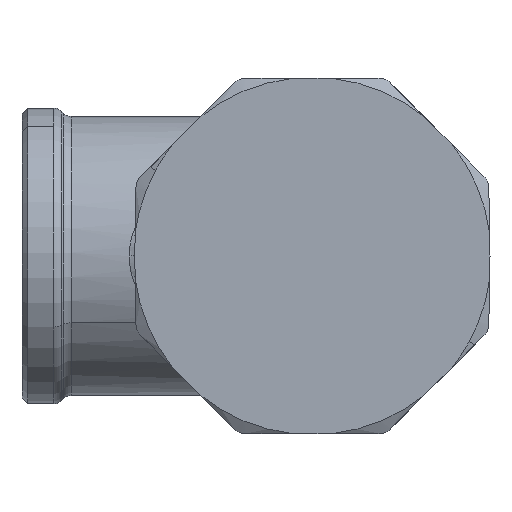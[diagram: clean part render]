
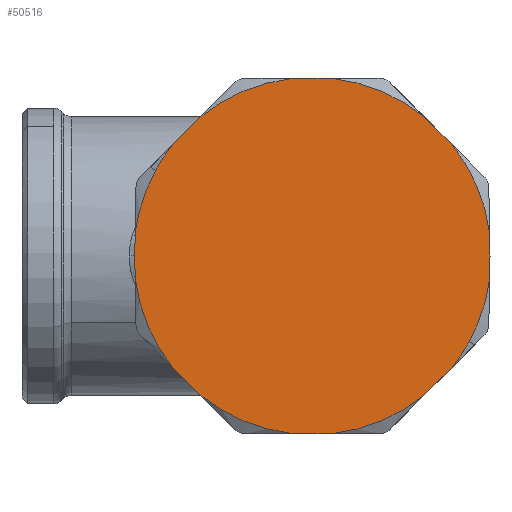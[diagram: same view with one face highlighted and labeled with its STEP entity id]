
A CAD part, left-side view. The second image highlights one B-rep face of the part: STEP entity #50516.
In plain terms, the highlighted planar face has unit normal (-1, 0, 0).
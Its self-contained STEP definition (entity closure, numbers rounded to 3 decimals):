
#44683=CARTESIAN_POINT('Vertex',(-81.5,-12.506,-9.98)) ;
#44686=CARTESIAN_POINT('Line Origine',(-81.5,-11.243,-11.243)) ;
#44690=CARTESIAN_POINT('Vertex',(-81.5,-9.98,-12.506)) ;
#44754=CARTESIAN_POINT('Vertex',(-81.5,-1.786,-15.9)) ;
#44759=CARTESIAN_POINT('Line Origine',(-81.5,0.,-15.9)) ;
#44763=CARTESIAN_POINT('Vertex',(-81.5,1.786,-15.9)) ;
#44825=CARTESIAN_POINT('Vertex',(-81.5,9.98,-12.506)) ;
#44830=CARTESIAN_POINT('Line Origine',(-81.5,11.243,-11.243)) ;
#44834=CARTESIAN_POINT('Vertex',(-81.5,12.506,-9.98)) ;
#44940=CARTESIAN_POINT('Vertex',(-81.5,15.902,0.)) ;
#44957=CARTESIAN_POINT('Vertex',(-81.5,15.866,-2.063)) ;
#44960=CARTESIAN_POINT('Line Origine',(-81.5,15.884,-1.032)) ;
#46351=CARTESIAN_POINT('Vertex',(-81.5,12.506,9.98)) ;
#46354=CARTESIAN_POINT('Line Origine',(-81.5,11.243,11.243)) ;
#46358=CARTESIAN_POINT('Vertex',(-81.5,9.98,12.506)) ;
#46422=CARTESIAN_POINT('Vertex',(-81.5,1.786,15.9)) ;
#46427=CARTESIAN_POINT('Line Origine',(-81.5,0.,15.9)) ;
#46431=CARTESIAN_POINT('Vertex',(-81.5,-1.786,15.9)) ;
#46493=CARTESIAN_POINT('Vertex',(-81.5,-9.98,12.506)) ;
#46498=CARTESIAN_POINT('Line Origine',(-81.5,-11.243,11.243)) ;
#46502=CARTESIAN_POINT('Vertex',(-81.5,-12.506,9.98)) ;
#46543=CARTESIAN_POINT('Vertex',(-81.5,-15.902,0.)) ;
#46560=CARTESIAN_POINT('Vertex',(-81.5,-15.866,2.063)) ;
#46563=CARTESIAN_POINT('Line Origine',(-81.5,-15.884,1.032)) ;
#46581=CARTESIAN_POINT('Line Origine',(-81.5,-15.884,-1.032)) ;
#46585=CARTESIAN_POINT('Vertex',(-81.5,-15.866,-2.063)) ;
#48165=CARTESIAN_POINT('Line Origine',(-81.5,15.884,1.032)) ;
#48169=CARTESIAN_POINT('Vertex',(-81.5,15.866,2.063)) ;
#50435=CARTESIAN_POINT('Axis2P3D Location',(-81.5,16.,0.)) ;
#50440=CARTESIAN_POINT('Axis2P3D Location',(-81.5,0.,0.)) ;
#50444=CARTESIAN_POINT('Vertex',(-81.5,-14.041,-7.671)) ;
#50447=CARTESIAN_POINT('Axis2P3D Location',(-81.5,0.,0.)) ;
#50452=CARTESIAN_POINT('Axis2P3D Location',(-81.5,0.,0.)) ;
#50457=CARTESIAN_POINT('Axis2P3D Location',(-81.5,0.,0.)) ;
#50462=CARTESIAN_POINT('Axis2P3D Location',(-81.5,0.,0.)) ;
#50467=CARTESIAN_POINT('Axis2P3D Location',(-81.5,0.,0.)) ;
#50471=CARTESIAN_POINT('Vertex',(-81.5,14.041,7.671)) ;
#50474=CARTESIAN_POINT('Axis2P3D Location',(-81.5,0.,0.)) ;
#50479=CARTESIAN_POINT('Axis2P3D Location',(-81.5,0.,0.)) ;
#50484=CARTESIAN_POINT('Axis2P3D Location',(-81.5,0.,0.)) ;
#50489=CARTESIAN_POINT('Axis2P3D Location',(-81.5,0.,0.)) ;
#44687=DIRECTION('Vector Direction',(0.,0.707,-0.707)) ;
#44760=DIRECTION('Vector Direction',(0.,1.,0.)) ;
#44831=DIRECTION('Vector Direction',(0.,0.707,0.707)) ;
#44961=DIRECTION('Vector Direction',(0.,-0.017,-1.)) ;
#46355=DIRECTION('Vector Direction',(0.,-0.707,0.707)) ;
#46428=DIRECTION('Vector Direction',(0.,-1.,0.)) ;
#46499=DIRECTION('Vector Direction',(0.,-0.707,-0.707)) ;
#46564=DIRECTION('Vector Direction',(0.,0.017,1.)) ;
#46582=DIRECTION('Vector Direction',(0.,0.017,-1.)) ;
#48166=DIRECTION('Vector Direction',(0.,0.017,-1.)) ;
#50436=DIRECTION('Axis2P3D Direction',(1.,0.,0.)) ;
#50437=DIRECTION('Axis2P3D XDirection',(0.,1.,0.)) ;
#50441=DIRECTION('Axis2P3D Direction',(1.,0.,0.)) ;
#50448=DIRECTION('Axis2P3D Direction',(1.,0.,0.)) ;
#50453=DIRECTION('Axis2P3D Direction',(1.,0.,0.)) ;
#50458=DIRECTION('Axis2P3D Direction',(1.,0.,0.)) ;
#50463=DIRECTION('Axis2P3D Direction',(1.,0.,0.)) ;
#50468=DIRECTION('Axis2P3D Direction',(1.,0.,0.)) ;
#50475=DIRECTION('Axis2P3D Direction',(1.,0.,0.)) ;
#50480=DIRECTION('Axis2P3D Direction',(1.,0.,0.)) ;
#50485=DIRECTION('Axis2P3D Direction',(1.,0.,0.)) ;
#50490=DIRECTION('Axis2P3D Direction',(1.,0.,0.)) ;
#50438=AXIS2_PLACEMENT_3D('Plane Axis2P3D',#50435,#50436,#50437) ;
#50442=AXIS2_PLACEMENT_3D('Circle Axis2P3D',#50440,#50441,$) ;
#50449=AXIS2_PLACEMENT_3D('Circle Axis2P3D',#50447,#50448,$) ;
#50454=AXIS2_PLACEMENT_3D('Circle Axis2P3D',#50452,#50453,$) ;
#50459=AXIS2_PLACEMENT_3D('Circle Axis2P3D',#50457,#50458,$) ;
#50464=AXIS2_PLACEMENT_3D('Circle Axis2P3D',#50462,#50463,$) ;
#50469=AXIS2_PLACEMENT_3D('Circle Axis2P3D',#50467,#50468,$) ;
#50476=AXIS2_PLACEMENT_3D('Circle Axis2P3D',#50474,#50475,$) ;
#50481=AXIS2_PLACEMENT_3D('Circle Axis2P3D',#50479,#50480,$) ;
#50486=AXIS2_PLACEMENT_3D('Circle Axis2P3D',#50484,#50485,$) ;
#50491=AXIS2_PLACEMENT_3D('Circle Axis2P3D',#50489,#50490,$) ;
#50495=ORIENTED_EDGE('',*,*,#44692,.F.) ;
#50496=ORIENTED_EDGE('',*,*,#50446,.F.) ;
#50497=ORIENTED_EDGE('',*,*,#50451,.F.) ;
#50498=ORIENTED_EDGE('',*,*,#46587,.F.) ;
#50499=ORIENTED_EDGE('',*,*,#46567,.T.) ;
#50500=ORIENTED_EDGE('',*,*,#50456,.F.) ;
#50501=ORIENTED_EDGE('',*,*,#46504,.F.) ;
#50502=ORIENTED_EDGE('',*,*,#50461,.F.) ;
#50503=ORIENTED_EDGE('',*,*,#46433,.F.) ;
#50504=ORIENTED_EDGE('',*,*,#50466,.F.) ;
#50505=ORIENTED_EDGE('',*,*,#46360,.F.) ;
#50506=ORIENTED_EDGE('',*,*,#50473,.F.) ;
#50507=ORIENTED_EDGE('',*,*,#50478,.F.) ;
#50508=ORIENTED_EDGE('',*,*,#48171,.T.) ;
#50509=ORIENTED_EDGE('',*,*,#44964,.T.) ;
#50510=ORIENTED_EDGE('',*,*,#50483,.F.) ;
#50511=ORIENTED_EDGE('',*,*,#44836,.F.) ;
#50512=ORIENTED_EDGE('',*,*,#50488,.F.) ;
#50513=ORIENTED_EDGE('',*,*,#44765,.F.) ;
#50514=ORIENTED_EDGE('',*,*,#50493,.F.) ;
#44688=VECTOR('Line Direction',#44687,1.) ;
#44761=VECTOR('Line Direction',#44760,1.) ;
#44832=VECTOR('Line Direction',#44831,1.) ;
#44962=VECTOR('Line Direction',#44961,1.) ;
#46356=VECTOR('Line Direction',#46355,1.) ;
#46429=VECTOR('Line Direction',#46428,1.) ;
#46500=VECTOR('Line Direction',#46499,1.) ;
#46565=VECTOR('Line Direction',#46564,1.) ;
#46583=VECTOR('Line Direction',#46582,1.) ;
#48167=VECTOR('Line Direction',#48166,1.) ;
#50516=ADVANCED_FACE('PartBody',(#50515),#50439,.F.) ;
#50443=CIRCLE('generated circle',#50442,16.) ;
#50450=CIRCLE('generated circle',#50449,16.) ;
#50455=CIRCLE('generated circle',#50454,16.) ;
#50460=CIRCLE('generated circle',#50459,16.) ;
#50465=CIRCLE('generated circle',#50464,16.) ;
#50470=CIRCLE('generated circle',#50469,16.) ;
#50477=CIRCLE('generated circle',#50476,16.) ;
#50482=CIRCLE('generated circle',#50481,16.) ;
#50487=CIRCLE('generated circle',#50486,16.) ;
#50492=CIRCLE('generated circle',#50491,16.) ;
#44692=EDGE_CURVE('',#44684,#44691,#44689,.T.) ;
#44765=EDGE_CURVE('',#44755,#44764,#44762,.T.) ;
#44836=EDGE_CURVE('',#44826,#44835,#44833,.T.) ;
#44964=EDGE_CURVE('',#44941,#44958,#44963,.T.) ;
#46360=EDGE_CURVE('',#46352,#46359,#46357,.T.) ;
#46433=EDGE_CURVE('',#46423,#46432,#46430,.T.) ;
#46504=EDGE_CURVE('',#46494,#46503,#46501,.T.) ;
#46567=EDGE_CURVE('',#46544,#46561,#46566,.T.) ;
#46587=EDGE_CURVE('',#46544,#46586,#46584,.T.) ;
#48171=EDGE_CURVE('',#48170,#44941,#48168,.T.) ;
#50446=EDGE_CURVE('',#50445,#44684,#50443,.T.) ;
#50451=EDGE_CURVE('',#46586,#50445,#50450,.T.) ;
#50456=EDGE_CURVE('',#46503,#46561,#50455,.T.) ;
#50461=EDGE_CURVE('',#46432,#46494,#50460,.T.) ;
#50466=EDGE_CURVE('',#46359,#46423,#50465,.T.) ;
#50473=EDGE_CURVE('',#50472,#46352,#50470,.T.) ;
#50478=EDGE_CURVE('',#48170,#50472,#50477,.T.) ;
#50483=EDGE_CURVE('',#44835,#44958,#50482,.T.) ;
#50488=EDGE_CURVE('',#44764,#44826,#50487,.T.) ;
#50493=EDGE_CURVE('',#44691,#44755,#50492,.T.) ;
#50494=EDGE_LOOP('',(#50495,#50496,#50497,#50498,#50499,#50500,#50501,#50502,#50503,#50504,#50505,#50506,#50507,#50508,#50509,#50510,#50511,#50512,#50513,#50514)) ;
#50515=FACE_OUTER_BOUND('',#50494,.T.) ;
#44689=LINE('Line',#44686,#44688) ;
#44762=LINE('Line',#44759,#44761) ;
#44833=LINE('Line',#44830,#44832) ;
#44963=LINE('Line',#44960,#44962) ;
#46357=LINE('Line',#46354,#46356) ;
#46430=LINE('Line',#46427,#46429) ;
#46501=LINE('Line',#46498,#46500) ;
#46566=LINE('Line',#46563,#46565) ;
#46584=LINE('Line',#46581,#46583) ;
#48168=LINE('Line',#48165,#48167) ;
#50439=PLANE('',#50438) ;
#44684=VERTEX_POINT('',#44683) ;
#44691=VERTEX_POINT('',#44690) ;
#44755=VERTEX_POINT('',#44754) ;
#44764=VERTEX_POINT('',#44763) ;
#44826=VERTEX_POINT('',#44825) ;
#44835=VERTEX_POINT('',#44834) ;
#44941=VERTEX_POINT('',#44940) ;
#44958=VERTEX_POINT('',#44957) ;
#46352=VERTEX_POINT('',#46351) ;
#46359=VERTEX_POINT('',#46358) ;
#46423=VERTEX_POINT('',#46422) ;
#46432=VERTEX_POINT('',#46431) ;
#46494=VERTEX_POINT('',#46493) ;
#46503=VERTEX_POINT('',#46502) ;
#46544=VERTEX_POINT('',#46543) ;
#46561=VERTEX_POINT('',#46560) ;
#46586=VERTEX_POINT('',#46585) ;
#48170=VERTEX_POINT('',#48169) ;
#50445=VERTEX_POINT('',#50444) ;
#50472=VERTEX_POINT('',#50471) ;
